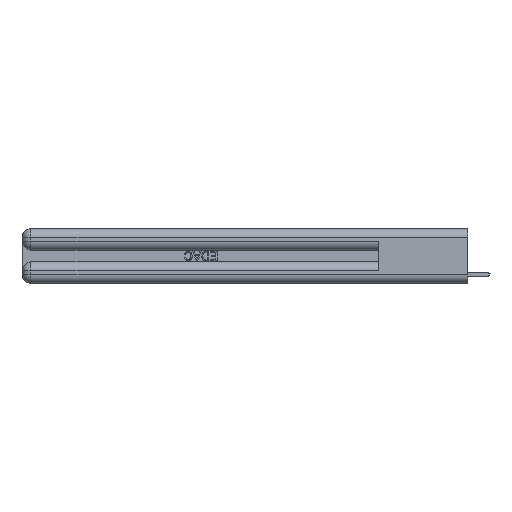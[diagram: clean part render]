
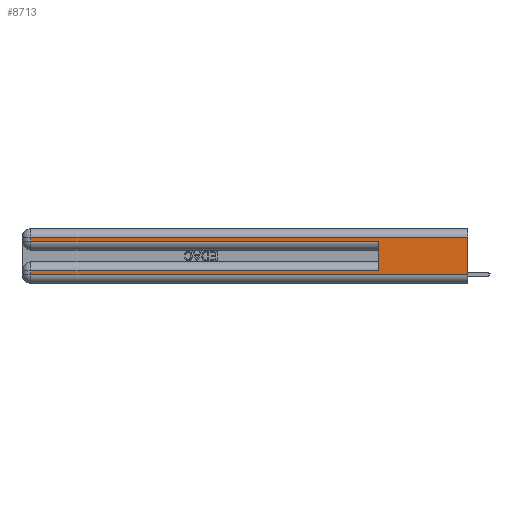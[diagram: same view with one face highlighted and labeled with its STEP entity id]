
A CAD part, left-side view. The second image highlights one B-rep face of the part: STEP entity #8713.
In plain terms, the highlighted planar face has unit normal (-1, 0, 0).
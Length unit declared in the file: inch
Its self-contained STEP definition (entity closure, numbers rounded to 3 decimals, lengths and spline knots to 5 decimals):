
#165 = DIRECTION ( 'NONE',  ( 0., 0., 1. ) ) ;
#249 = CARTESIAN_POINT ( 'NONE',  ( 0., 2.94, 0.085 ) ) ;
#378 = LINE ( 'NONE', #9977, #15366 ) ;
#1398 = LINE ( 'NONE', #27669, #7523 ) ;
#1558 = VECTOR ( 'NONE', #165, 39.37008 ) ;
#2473 = LINE ( 'NONE', #22669, #1558 ) ;
#2687 = DIRECTION ( 'NONE',  ( 0., 0., -1. ) ) ;
#3177 = EDGE_LOOP ( 'NONE', ( #26809, #16358, #17575, #26319, #15427, #4631, #6642, #27892 ) ) ;
#3423 = CARTESIAN_POINT ( 'NONE',  ( 0., 0., 0.085 ) ) ;
#3454 = EDGE_CURVE ( 'NONE', #9987, #20430, #2473, .T. ) ;
#3721 = EDGE_CURVE ( 'NONE', #8192, #30496, #24767, .T. ) ;
#4604 = EDGE_CURVE ( 'NONE', #24169, #9043, #1398, .T. ) ;
#4631 = ORIENTED_EDGE ( 'NONE', *, *, #20263, .T. ) ;
#4651 = EDGE_CURVE ( 'NONE', #14574, #24614, #5015, .T. ) ;
#5015 = LINE ( 'NONE', #17741, #18080 ) ;
#5586 = DIRECTION ( 'NONE',  ( 0., 1., 0. ) ) ;
#6147 = DIRECTION ( 'NONE',  ( 1., 0., 0. ) ) ;
#6642 = ORIENTED_EDGE ( 'NONE', *, *, #4604, .T. ) ;
#6769 = CARTESIAN_POINT ( 'NONE',  ( 0., 0., 0.37 ) ) ;
#7158 = CARTESIAN_POINT ( 'NONE',  ( 0., 0., 0.06 ) ) ;
#7523 = VECTOR ( 'NONE', #15256, 39.37008 ) ;
#8192 = VERTEX_POINT ( 'NONE', #22625 ) ;
#8479 = PLANE ( 'NONE',  #23978 ) ;
#8713 = ADVANCED_FACE ( 'NONE', ( #10799 ), #8479, .F. ) ;
#9043 = VERTEX_POINT ( 'NONE', #10424 ) ;
#9977 = CARTESIAN_POINT ( 'NONE',  ( 0., 0., 0.06 ) ) ;
#9987 = VERTEX_POINT ( 'NONE', #12573 ) ;
#10424 = CARTESIAN_POINT ( 'NONE',  ( 0., 2.94, 0.06 ) ) ;
#10577 = VECTOR ( 'NONE', #17010, 39.37008 ) ;
#10799 = FACE_OUTER_BOUND ( 'NONE', #3177, .T. ) ;
#11018 = LINE ( 'NONE', #21426, #30575 ) ;
#11122 = CARTESIAN_POINT ( 'NONE',  ( 0., 0., 0.37 ) ) ;
#11194 = DIRECTION ( 'NONE',  ( 0., -1., 0. ) ) ;
#11950 = EDGE_CURVE ( 'NONE', #8192, #14574, #16161, .T. ) ;
#12573 = CARTESIAN_POINT ( 'NONE',  ( 0., 0.6, 0.085 ) ) ;
#14574 = VERTEX_POINT ( 'NONE', #26327 ) ;
#14918 = DIRECTION ( 'NONE',  ( 0., -1., 0. ) ) ;
#15256 = DIRECTION ( 'NONE',  ( 0., 0., -1. ) ) ;
#15366 = VECTOR ( 'NONE', #14918, 39.37008 ) ;
#15427 = ORIENTED_EDGE ( 'NONE', *, *, #3454, .F. ) ;
#15678 = LINE ( 'NONE', #3423, #28308 ) ;
#16161 = LINE ( 'NONE', #31688, #18862 ) ;
#16358 = ORIENTED_EDGE ( 'NONE', *, *, #11950, .T. ) ;
#17010 = DIRECTION ( 'NONE',  ( 0., 0., -1. ) ) ;
#17575 = ORIENTED_EDGE ( 'NONE', *, *, #4651, .T. ) ;
#17741 = CARTESIAN_POINT ( 'NONE',  ( 0., 2.94, 0.37 ) ) ;
#18080 = VECTOR ( 'NONE', #2687, 39.37008 ) ;
#18249 = EDGE_CURVE ( 'NONE', #9043, #30496, #378, .T. ) ;
#18862 = VECTOR ( 'NONE', #21119, 39.37008 ) ;
#20263 = EDGE_CURVE ( 'NONE', #9987, #24169, #15678, .T. ) ;
#20430 = VERTEX_POINT ( 'NONE', #31526 ) ;
#21119 = DIRECTION ( 'NONE',  ( 0., 1., 0. ) ) ;
#21426 = CARTESIAN_POINT ( 'NONE',  ( 0., 0., 0.285 ) ) ;
#22625 = CARTESIAN_POINT ( 'NONE',  ( 0., 0., 0.31 ) ) ;
#22669 = CARTESIAN_POINT ( 'NONE',  ( 0., 0.6, 0.145 ) ) ;
#23678 = DIRECTION ( 'NONE',  ( 0., 0., -1. ) ) ;
#23978 = AXIS2_PLACEMENT_3D ( 'NONE', #11122, #6147, #23678 ) ;
#24169 = VERTEX_POINT ( 'NONE', #249 ) ;
#24614 = VERTEX_POINT ( 'NONE', #25335 ) ;
#24767 = LINE ( 'NONE', #6769, #10577 ) ;
#25335 = CARTESIAN_POINT ( 'NONE',  ( 0., 2.94, 0.285 ) ) ;
#26164 = EDGE_CURVE ( 'NONE', #24614, #20430, #11018, .T. ) ;
#26319 = ORIENTED_EDGE ( 'NONE', *, *, #26164, .T. ) ;
#26327 = CARTESIAN_POINT ( 'NONE',  ( 0., 2.94, 0.31 ) ) ;
#26809 = ORIENTED_EDGE ( 'NONE', *, *, #3721, .F. ) ;
#27669 = CARTESIAN_POINT ( 'NONE',  ( 0., 2.94, 0.37 ) ) ;
#27892 = ORIENTED_EDGE ( 'NONE', *, *, #18249, .T. ) ;
#28308 = VECTOR ( 'NONE', #5586, 39.37008 ) ;
#30496 = VERTEX_POINT ( 'NONE', #7158 ) ;
#30575 = VECTOR ( 'NONE', #11194, 39.37008 ) ;
#31526 = CARTESIAN_POINT ( 'NONE',  ( 0., 0.6, 0.285 ) ) ;
#31688 = CARTESIAN_POINT ( 'NONE',  ( 0., 0., 0.31 ) ) ;
